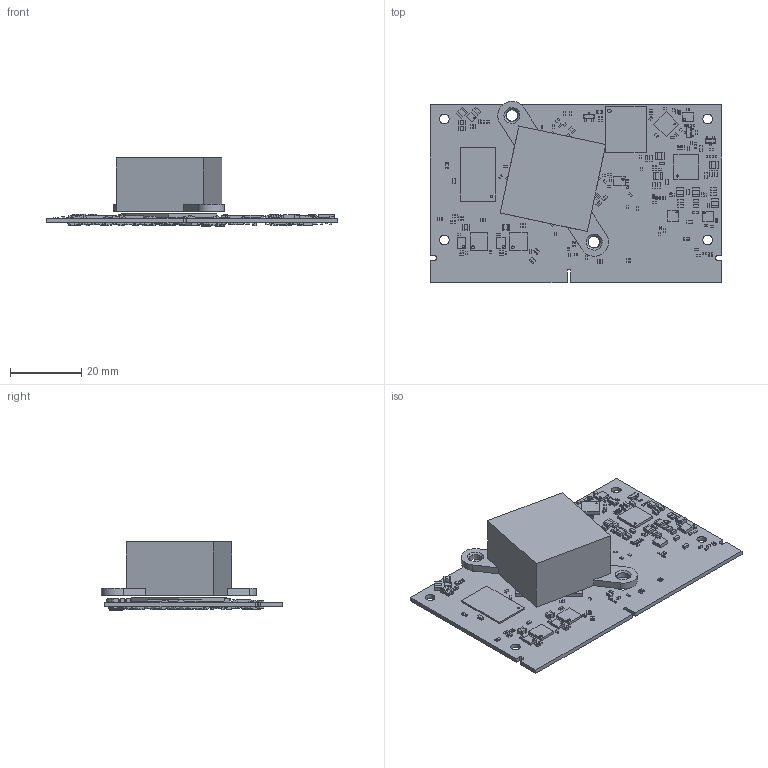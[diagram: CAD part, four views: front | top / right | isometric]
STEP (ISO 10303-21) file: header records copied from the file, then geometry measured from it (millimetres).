
FILE_DESCRIPTION(('Open CASCADE Model'),'2;1');
FILE_NAME('Open CASCADE Shape Model','2023-06-01T14:47:08',('Author'),( 'Open CASCADE'),'Open CASCADE STEP processor 6.8','Open CASCADE 6.8' ,'Unknown');
FILE_SCHEMA(('AUTOMOTIVE_DESIGN { 1 0 10303 214 1 1 1 1 }'));
Length unit declared in the file: millimetre
Products named in the file (635): PCB; Board; Open CASCADE STEP translator 6.8 1.1.1; D12; 8086421008; Cylinder; 8086421648; Extruded; C170; 7164405952; Terminal; Open_CASCADE_STEP_translator_6.8_11.1.1; Open_CASCADE_STEP_translator_6.8_11.1.2; Mid_Body; Open_CASCADE_STEP_translator_6.8_11.2.1; VT5; SOT-23; User_Library-SOT-23-1_3_1; User_Library-SOT-23-1_1_1; User_Library-SOT-23-1_4_1; User_Library-SOT-23-1_5_1; User_Library-SOT-23-1_2_1; VT4; R158; User_Library-d0402h025; R107; R106; C169; 7164405872; C168; C167; C166; 7164416512; R104; R103; R36; R105; VT2; R177; D4 ...
Assembly tree (1082 placements, depth 5):
  PCB
    Board
      Open CASCADE STEP translator 6.8 1.1.1
    D12
      8086421008
        Cylinder
      8086421648
        Extruded
    C170
      7164405952
        Terminal
          Open_CASCADE_STEP_translator_6.8_11.1.1
          Open_CASCADE_STEP_translator_6.8_11.1.2
        Mid_Body
          Open_CASCADE_STEP_translator_6.8_11.2.1
    VT5
      SOT-23
        User_Library-SOT-23-1_3_1
        User_Library-SOT-23-1_1_1
        User_Library-SOT-23-1_4_1
        User_Library-SOT-23-1_5_1
        User_Library-SOT-23-1_2_1
    VT4
      SOT-23
        User_Library-SOT-23-1_3_1
        User_Library-SOT-23-1_1_1
        User_Library-SOT-23-1_4_1
        User_Library-SOT-23-1_5_1
        User_Library-SOT-23-1_2_1
    R158
      User_Library-d0402h025
    R107
      User_Library-d0402h025
    R106
      User_Library-d0402h025
    C169
      7164405872
        Terminal
          Open_CASCADE_STEP_translator_6.8_11.1.1
          Open_CASCADE_STEP_translator_6.8_11.1.2
        Mid_Body
          Open_CASCADE_STEP_translator_6.8_11.2.1
    C168
      7164405872
        Terminal
          Open_CASCADE_STEP_translator_6.8_11.1.1
          Open_CASCADE_STEP_translator_6.8_11.1.2
        Mid_Body
          Open_CASCADE_STEP_translator_6.8_11.2.1
    C167
      7164405872
        Terminal
          Open_CASCADE_STEP_translator_6.8_11.1.1
          Open_CASCADE_STEP_translator_6.8_11.1.2
        Mid_Body
          Open_CASCADE_STEP_translator_6.8_11.2.1
    C166
      7164416512
        Terminal
          Open_CASCADE_STEP_translator_6.8_11.1.1
Bounding box: 82 x 50.99 x 19.15 mm (x, y, z)
Volume: 15458.4 mm3; surface area: 15977.8 mm2
Topology: 902 solids, 902 shells, 14670 faces, 33472 edges, 19004 vertices
Faces by surface type: plane 7509, cylinder 5100, sphere 1608, bspline 451, cone 2
Full cylindrical faces by diameter (mm): 0.4 x7, 0.6 x7, 0.8 x3, 1 x1, 2.7 x4, 3.2 x2, 3.5 x2
Entity records: 53406 total; most frequent: CARTESIAN_POINT 9525, DIRECTION 7578, ORIENTED_EDGE 5232, AXIS2_PLACEMENT_3D 2872, EDGE_CURVE 2616, LINE 1834, VECTOR 1834, PRODUCT_DEFINITION_SHAPE 1717
